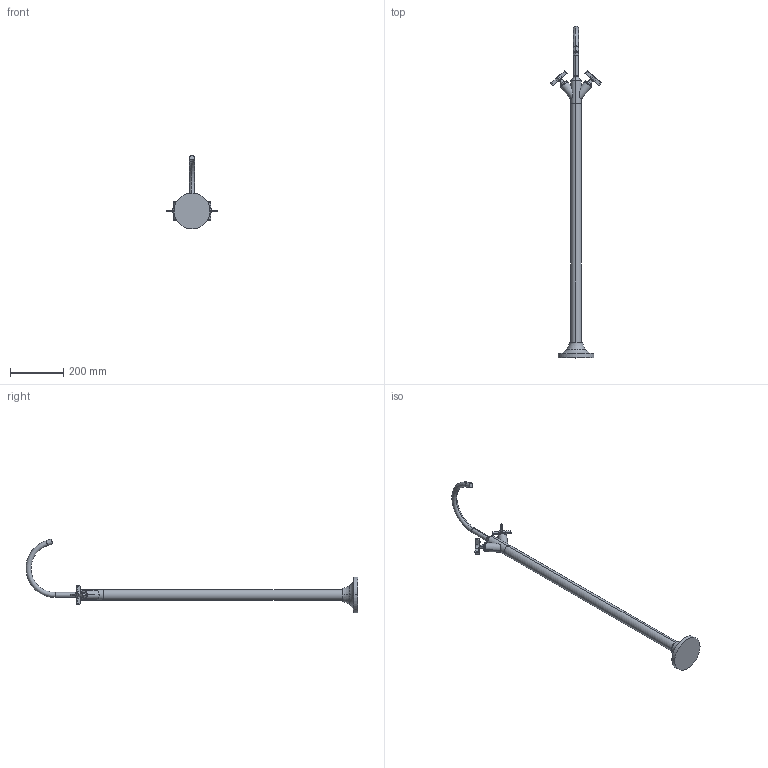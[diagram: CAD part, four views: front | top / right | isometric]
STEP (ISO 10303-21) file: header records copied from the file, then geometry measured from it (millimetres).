
FILE_DESCRIPTION (( 'STEP AP214' ), '1' );
FILE_NAME ('22585809.STEP', '2022-03-21T09:42:37', ( '' ), ( '' ), 'SwSTEP 2.0', 'SolidWorks 2020', '' );
FILE_SCHEMA (( 'AUTOMOTIVE_DESIGN' ));
Length unit declared in the file: millimetre
Products named in the file (7): Planungsmodell_Auslauf-+-09.28.22.311.90-01_K2_D19x201; Planungsmodell_Koerper-+-09.19.78.028-1; Planungsmodell_Rohr_gerade-+-28.568.780-10_ _K460_40x897; Planungsmodell_Rosette-+-09.12.12.226-1; 22585809; Planungsmodell_Griff-+-09.20.80.036-1; Planungsmodell_Rosette-+-09.27.80.033-1
Assembly tree (8 placements, depth 2):
  22585809
    Planungsmodell_Rosette-+-09.27.80.033-1
    Planungsmodell_Auslauf-+-09.28.22.311.90-01_K2_D19x201
    Planungsmodell_Griff-+-09.20.80.036-1  x2
    Planungsmodell_Koerper-+-09.19.78.028-1
    Planungsmodell_Rohr_gerade-+-28.568.780-10_ _K460_40x897
    Planungsmodell_Rosette-+-09.12.12.226-1  x2
Bounding box: 191.86 x 1250.35 x 277.76 mm (x, y, z)
Volume: 1870683.3 mm3; surface area: 216906.2 mm2
Topology: 8 solids, 8 shells, 117 faces, 250 edges, 156 vertices
Faces by surface type: plane 37, cylinder 34, torus 22, cone 20, sphere 4
Entity records: 2889 total; most frequent: CARTESIAN_POINT 834, DIRECTION 430, ORIENTED_EDGE 328, AXIS2_PLACEMENT_3D 189, EDGE_CURVE 164, VERTEX_POINT 101, CIRCLE 98, EDGE_LOOP 85
